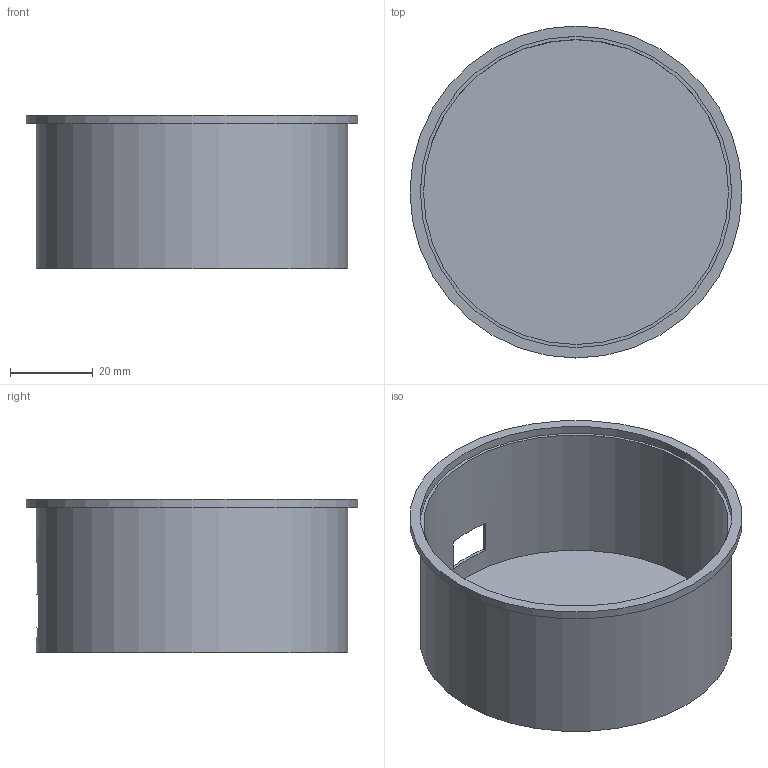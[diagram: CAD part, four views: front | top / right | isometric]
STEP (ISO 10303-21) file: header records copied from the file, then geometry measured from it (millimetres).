
FILE_DESCRIPTION(/* description */ ('STEP AP242','CAx-IF Rec.Pracs.---Representation and Presentation of Product Manufacturing Information (PMI)---4.0---2014-10-13','CAx-IF Rec.Pracs.---3D Tessellated Geometry---0.4---2014-09-14','2;1'),/* implementation_level */ '2;1');
FILE_NAME(/* name */ '679adc2f8aaab83daf0d031e',/* time_stamp */ '2025-01-30T01:56:00Z',/* author */ (''),/* organization */ (''),/* preprocessor_version */ 'ST-DEVELOPER v20',/* originating_system */ 'ONSHAPE BY PTC INC, 1.192',/* authorisation */ ' ');
FILE_SCHEMA (('AP242_MANAGED_MODEL_BASED_3D_ENGINEERING_MIM_LF { 1 0 10303 442 1 1 4 }'));
Length unit declared in the file: metre
Products named in the file (4): Assembly 1; Part 2; Part 3; Part 1
Assembly tree (3 placements, depth 2):
  Assembly 1
    Part 2
    Part 3
    Part 1
Bounding box: 80 x 80 x 37 mm (x, y, z)
Volume: 11517.2 mm3; surface area: 27438.4 mm2
Topology: 3 solids, 3 shells, 15 faces, 27 edges, 18 vertices
Faces by surface type: plane 10, cylinder 5
Full cylindrical faces by diameter (mm): 73.5 x2, 75 x2, 80 x1
Entity records: 457 total; most frequent: DIRECTION 74, CARTESIAN_POINT 59, ORIENTED_EDGE 44, AXIS2_PLACEMENT_3D 33, EDGE_LOOP 26, FACE_BOUND 26, EDGE_CURVE 22, VERTEX_POINT 18
